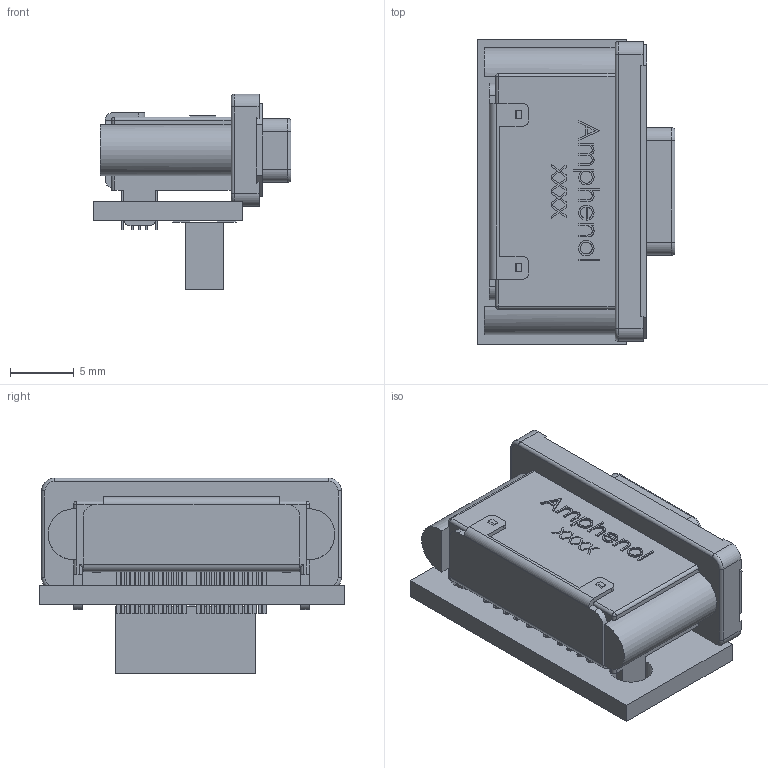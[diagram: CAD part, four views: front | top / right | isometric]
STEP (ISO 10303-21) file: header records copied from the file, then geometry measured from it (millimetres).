
FILE_DESCRIPTION(('Open CASCADE Model'),'2;1');
FILE_NAME('Open CASCADE Shape Model','2022-06-28T23:41:26',('Author'),( 'Open CASCADE'),'Open CASCADE STEP processor 6.8','Open CASCADE 6.8' ,'Unknown');
FILE_SCHEMA(('AUTOMOTIVE_DESIGN { 1 0 10303 214 1 1 1 1 }'));
Length unit declared in the file: millimetre
Products named in the file (9): PCB; BoardUSB-C-PCB-Type3; Open CASCADE STEP translator 6.8 3.1.1; J?USB-C-PCB-Type3; 6853633872; Body; Pins; J1USB-C-PCB-Type3; M-MUSBR-M1C1-X0-REVT3
Assembly tree (8 placements, depth 4):
  PCB
    BoardUSB-C-PCB-Type3
      Open CASCADE STEP translator 6.8 3.1.1
    J?USB-C-PCB-Type3
      6853633872
        Body
        Pins
    J1USB-C-PCB-Type3
      M-MUSBR-M1C1-X0-REVT3
Bounding box: 15.52 x 24 x 15.34 mm (x, y, z)
Volume: 2150.4 mm3; surface area: 2584.2 mm2
Topology: 11 solids, 11 shells, 995 faces, 2620 edges, 1710 vertices
Faces by surface type: plane 721, cylinder 184, bspline 66, torus 18, cone 4, sphere 2
Full cylindrical faces by diameter (mm): 0.58 x30, 1.778 x2, 2.8 x2, 3.305 x2
Entity records: 33283 total; most frequent: CARTESIAN_POINT 8676, ORIENTED_EDGE 5232, DIRECTION 4626, EDGE_CURVE 2616, LINE 2042, VECTOR 2042, VERTEX_POINT 1710, AXIS2_PLACEMENT_3D 1292
